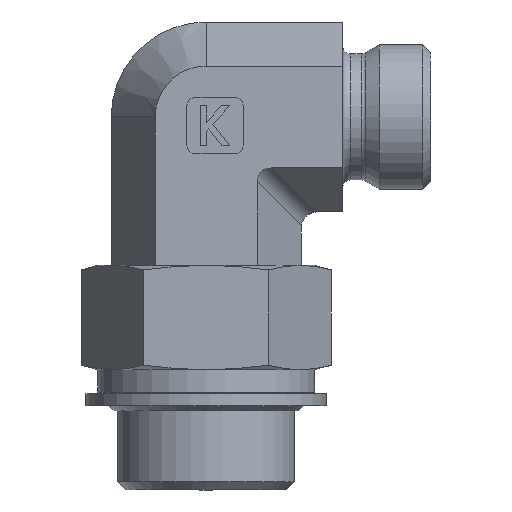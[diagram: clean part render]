
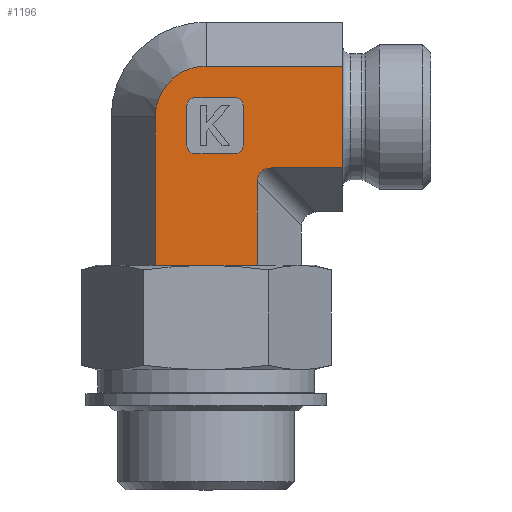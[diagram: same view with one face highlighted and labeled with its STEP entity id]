
A CAD part, left-side view. The second image highlights one B-rep face of the part: STEP entity #1196.
In plain terms, the highlighted planar face has unit normal (-1, 0, 0).
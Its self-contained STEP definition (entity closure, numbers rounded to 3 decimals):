
#387=CARTESIAN_POINT('',(-11.0,6.351,1.5));
#388=VERTEX_POINT('',#387);
#389=CARTESIAN_POINT('',(-11.,0.,1.5));
#390=VERTEX_POINT('',#389);
#391=CARTESIAN_POINT('',(-11.0,6.351,1.5));
#392=DIRECTION('',(0.0,-1.0,0.0));
#393=VECTOR('',#392,6.351);
#394=LINE('',#391,#393);
#395=EDGE_CURVE('',#388,#390,#394,.T.);
#418=CARTESIAN_POINT('',(-11.0,-6.351,1.5));
#419=VERTEX_POINT('',#418);
#428=CARTESIAN_POINT('',(-11.0,0.,1.5));
#429=DIRECTION('',(0.0,-1.0,0.0));
#430=VECTOR('',#429,6.351);
#431=LINE('',#428,#430);
#432=EDGE_CURVE('',#390,#419,#431,.T.);
#584=CARTESIAN_POINT('',(-11.0,-6.351,11.917));
#585=VERTEX_POINT('',#584);
#592=CARTESIAN_POINT('',(-11.0,-6.351,1.5));
#593=DIRECTION('',(0.0,0.0,1.0));
#594=VECTOR('',#593,10.417);
#595=LINE('',#592,#594);
#596=EDGE_CURVE('',#419,#585,#595,.T.);
#933=CARTESIAN_POINT('',(-11.0,-17.,26.351));
#934=VERTEX_POINT('',#933);
#943=CARTESIAN_POINT('',(-11.,-17.,13.649));
#944=VERTEX_POINT('',#943);
#945=CARTESIAN_POINT('',(-11.0,-17.,13.649));
#946=DIRECTION('',(0.0,0.0,1.0));
#947=VECTOR('',#946,12.702);
#948=LINE('',#945,#947);
#949=EDGE_CURVE('',#944,#934,#948,.T.);
#1057=CARTESIAN_POINT('',(-11.,-8.083,13.649));
#1058=VERTEX_POINT('',#1057);
#1059=CARTESIAN_POINT('',(-11.,-8.083,13.649));
#1060=DIRECTION('',(0.0,-1.0,0.0));
#1061=VECTOR('',#1060,8.917);
#1062=LINE('',#1059,#1061);
#1063=EDGE_CURVE('',#1058,#944,#1062,.T.);
#1084=CARTESIAN_POINT('',(-11.0,-6.351,0.0));
#1085=DIRECTION('',(-1.0,0.0,0.0));
#1086=DIRECTION('',(0.0,0.0,1.0));
#1087=AXIS2_PLACEMENT_3D('',#1084,#1085,#1086);
#1088=PLANE('',#1087);
#1089=ORIENTED_EDGE('',*,*,#432,.T.);
#1090=ORIENTED_EDGE('',*,*,#596,.T.);
#1091=CARTESIAN_POINT('',(-11.0,-8.66,11.34));
#1092=DIRECTION('',(-1.0,0.0,0.0));
#1093=DIRECTION('',(0.0,0.707,0.707));
#1094=AXIS2_PLACEMENT_3D('',#1091,#1092,#1093);
#1095=ELLIPSE('',#1094,2.582,2.0);
#1096=EDGE_CURVE('',#1058,#585,#1095,.T.);
#1097=ORIENTED_EDGE('',*,*,#1096,.F.);
#1098=ORIENTED_EDGE('',*,*,#1063,.T.);
#1099=ORIENTED_EDGE('',*,*,#949,.T.);
#1100=CARTESIAN_POINT('',(-11.0,0.,26.351));
#1101=VERTEX_POINT('',#1100);
#1102=CARTESIAN_POINT('',(-11.0,0.,26.351));
#1103=DIRECTION('',(0.0,-1.0,0.0));
#1104=VECTOR('',#1103,17.0);
#1105=LINE('',#1102,#1104);
#1106=EDGE_CURVE('',#1101,#934,#1105,.T.);
#1107=ORIENTED_EDGE('',*,*,#1106,.F.);
#1108=CARTESIAN_POINT('',(-11.0,6.351,20.0));
#1109=VERTEX_POINT('',#1108);
#1110=CARTESIAN_POINT('',(-11.0,0.,20.0));
#1111=DIRECTION('',(-1.0,0.0,0.0));
#1112=DIRECTION('',(0.0,0.0,1.0));
#1113=AXIS2_PLACEMENT_3D('',#1110,#1111,#1112);
#1114=CIRCLE('',#1113,6.351);
#1115=EDGE_CURVE('',#1101,#1109,#1114,.T.);
#1116=ORIENTED_EDGE('',*,*,#1115,.T.);
#1117=CARTESIAN_POINT('',(-11.0,6.351,1.5));
#1118=DIRECTION('',(0.0,0.0,1.0));
#1119=VECTOR('',#1118,18.5);
#1120=LINE('',#1117,#1119);
#1121=EDGE_CURVE('',#388,#1109,#1120,.T.);
#1122=ORIENTED_EDGE('',*,*,#1121,.F.);
#1123=ORIENTED_EDGE('',*,*,#395,.T.);
#1124=EDGE_LOOP('',(#1089,#1090,#1097,#1098,#1099,#1107,#1116,#1122,#1123));
#1125=FACE_OUTER_BOUND('',#1124,.T.);
#1126=CARTESIAN_POINT('',(-11.0,-3.6,15.4));
#1127=VERTEX_POINT('',#1126);
#1128=CARTESIAN_POINT('',(-11.0,1.4,15.4));
#1129=VERTEX_POINT('',#1128);
#1130=CARTESIAN_POINT('',(-11.0,-3.6,15.4));
#1131=DIRECTION('',(0.0,1.0,0.0));
#1132=VECTOR('',#1131,5.);
#1133=LINE('',#1130,#1132);
#1134=EDGE_CURVE('',#1127,#1129,#1133,.T.);
#1135=ORIENTED_EDGE('',*,*,#1134,.T.);
#1136=CARTESIAN_POINT('',(-11.0,2.4,16.4));
#1137=VERTEX_POINT('',#1136);
#1138=CARTESIAN_POINT('',(-11.0,1.4,16.4));
#1139=DIRECTION('',(-1.0,0.0,0.0));
#1140=DIRECTION('',(0.0,0.707,-0.707));
#1141=AXIS2_PLACEMENT_3D('',#1138,#1139,#1140);
#1142=CIRCLE('',#1141,1.0);
#1143=EDGE_CURVE('',#1137,#1129,#1142,.T.);
#1144=ORIENTED_EDGE('',*,*,#1143,.F.);
#1145=CARTESIAN_POINT('',(-11.0,2.4,21.4));
#1146=VERTEX_POINT('',#1145);
#1147=CARTESIAN_POINT('',(-11.0,2.4,16.4));
#1148=DIRECTION('',(0.0,0.0,1.0));
#1149=VECTOR('',#1148,5.0);
#1150=LINE('',#1147,#1149);
#1151=EDGE_CURVE('',#1137,#1146,#1150,.T.);
#1152=ORIENTED_EDGE('',*,*,#1151,.T.);
#1153=CARTESIAN_POINT('',(-11.0,1.4,22.4));
#1154=VERTEX_POINT('',#1153);
#1155=CARTESIAN_POINT('',(-11.0,1.4,21.4));
#1156=DIRECTION('',(-1.0,0.0,0.0));
#1157=DIRECTION('',(0.0,0.707,0.707));
#1158=AXIS2_PLACEMENT_3D('',#1155,#1156,#1157);
#1159=CIRCLE('',#1158,1.0);
#1160=EDGE_CURVE('',#1154,#1146,#1159,.T.);
#1161=ORIENTED_EDGE('',*,*,#1160,.F.);
#1162=CARTESIAN_POINT('',(-11.0,-3.6,22.4));
#1163=VERTEX_POINT('',#1162);
#1164=CARTESIAN_POINT('',(-11.0,1.4,22.4));
#1165=DIRECTION('',(0.0,-1.0,0.0));
#1166=VECTOR('',#1165,5.0);
#1167=LINE('',#1164,#1166);
#1168=EDGE_CURVE('',#1154,#1163,#1167,.T.);
#1169=ORIENTED_EDGE('',*,*,#1168,.T.);
#1170=CARTESIAN_POINT('',(-11.0,-4.6,21.4));
#1171=VERTEX_POINT('',#1170);
#1172=CARTESIAN_POINT('',(-11.0,-3.6,21.4));
#1173=DIRECTION('',(-1.0,0.0,0.0));
#1174=DIRECTION('',(0.0,-0.707,0.707));
#1175=AXIS2_PLACEMENT_3D('',#1172,#1173,#1174);
#1176=CIRCLE('',#1175,1.0);
#1177=EDGE_CURVE('',#1171,#1163,#1176,.T.);
#1178=ORIENTED_EDGE('',*,*,#1177,.F.);
#1179=CARTESIAN_POINT('',(-11.0,-4.6,16.4));
#1180=VERTEX_POINT('',#1179);
#1181=CARTESIAN_POINT('',(-11.0,-4.6,21.4));
#1182=DIRECTION('',(0.0,0.0,-1.0));
#1183=VECTOR('',#1182,5.0);
#1184=LINE('',#1181,#1183);
#1185=EDGE_CURVE('',#1171,#1180,#1184,.T.);
#1186=ORIENTED_EDGE('',*,*,#1185,.T.);
#1187=CARTESIAN_POINT('',(-11.0,-3.6,16.4));
#1188=DIRECTION('',(-1.0,0.0,0.0));
#1189=DIRECTION('',(0.0,-0.707,-0.707));
#1190=AXIS2_PLACEMENT_3D('',#1187,#1188,#1189);
#1191=CIRCLE('',#1190,1.0);
#1192=EDGE_CURVE('',#1127,#1180,#1191,.T.);
#1193=ORIENTED_EDGE('',*,*,#1192,.F.);
#1194=EDGE_LOOP('',(#1135,#1144,#1152,#1161,#1169,#1178,#1186,#1193));
#1195=FACE_BOUND('',#1194,.T.);
#1196=ADVANCED_FACE('',(#1125,#1195),#1088,.T.);
